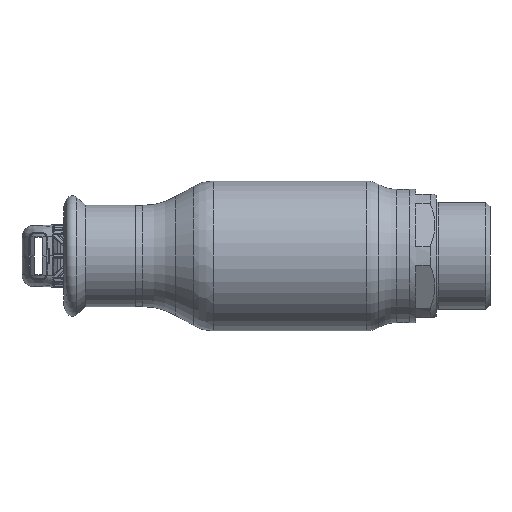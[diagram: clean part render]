
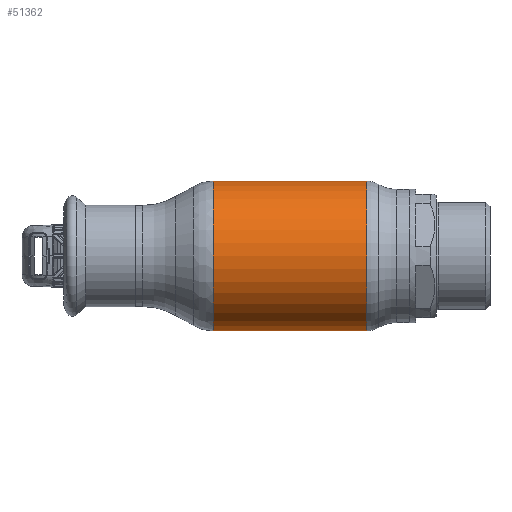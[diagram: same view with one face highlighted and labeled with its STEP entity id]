
A CAD part, front view. The second image highlights one B-rep face of the part: STEP entity #51362.
In plain terms, the highlighted cylindrical face has radius 33.34 mm (diameter 66.68 mm), a partial arc.
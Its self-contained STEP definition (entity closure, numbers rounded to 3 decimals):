
#1599 = CARTESIAN_POINT ( 'NONE',  ( 34.177, 0., -33.34 ) ) ;
#2634 = ORIENTED_EDGE ( 'NONE', *, *, #11316, .F. ) ;
#5307 = LINE ( 'NONE', #35594, #41749 ) ;
#7943 = DIRECTION ( 'NONE',  ( 0., 0., 1. ) ) ;
#8641 = CARTESIAN_POINT ( 'NONE',  ( -34.177, 0., -33.34 ) ) ;
#11316 = EDGE_CURVE ( 'NONE', #20499, #44602, #19557, .T. ) ;
#11560 = CARTESIAN_POINT ( 'NONE',  ( -34.177, 0., 33.34 ) ) ;
#11906 = EDGE_LOOP ( 'NONE', ( #2634, #62110, #49899, #19400 ) ) ;
#12865 = DIRECTION ( 'NONE',  ( -1., 0., 0. ) ) ;
#15043 = VERTEX_POINT ( 'NONE', #47541 ) ;
#16151 = AXIS2_PLACEMENT_3D ( 'NONE', #51292, #35156, #26105 ) ;
#19400 = ORIENTED_EDGE ( 'NONE', *, *, #35628, .F. ) ;
#19557 = LINE ( 'NONE', #35471, #58261 ) ;
#20499 = VERTEX_POINT ( 'NONE', #1599 ) ;
#20719 = CYLINDRICAL_SURFACE ( 'NONE', #36432, 33.34 ) ;
#22523 = CIRCLE ( 'NONE', #16151, 33.34 ) ;
#24651 = FACE_OUTER_BOUND ( 'NONE', #11906, .T. ) ;
#26105 = DIRECTION ( 'NONE',  ( 0., 0., 1. ) ) ;
#26389 = CARTESIAN_POINT ( 'NONE',  ( -62.69, 0., 0. ) ) ;
#30527 = EDGE_CURVE ( 'NONE', #20499, #15043, #22523, .T. ) ;
#31488 = AXIS2_PLACEMENT_3D ( 'NONE', #43098, #12865, #7943 ) ;
#35156 = DIRECTION ( 'NONE',  ( -1., 0., 0. ) ) ;
#35471 = CARTESIAN_POINT ( 'NONE',  ( -62.69, 0., -33.34 ) ) ;
#35594 = CARTESIAN_POINT ( 'NONE',  ( -62.69, 0., 33.34 ) ) ;
#35628 = EDGE_CURVE ( 'NONE', #44602, #51336, #42448, .T. ) ;
#36432 = AXIS2_PLACEMENT_3D ( 'NONE', #26389, #62173, #36977 ) ;
#36977 = DIRECTION ( 'NONE',  ( 0., 0., 1. ) ) ;
#41749 = VECTOR ( 'NONE', #60805, 1000. ) ;
#42448 = CIRCLE ( 'NONE', #31488, 33.34 ) ;
#43098 = CARTESIAN_POINT ( 'NONE',  ( -34.177, 0., 0. ) ) ;
#44602 = VERTEX_POINT ( 'NONE', #8641 ) ;
#46281 = DIRECTION ( 'NONE',  ( -1., 0., 0. ) ) ;
#46930 = EDGE_CURVE ( 'NONE', #15043, #51336, #5307, .T. ) ;
#47541 = CARTESIAN_POINT ( 'NONE',  ( 34.177, 0., 33.34 ) ) ;
#49899 = ORIENTED_EDGE ( 'NONE', *, *, #46930, .T. ) ;
#51292 = CARTESIAN_POINT ( 'NONE',  ( 34.177, 0., 0. ) ) ;
#51336 = VERTEX_POINT ( 'NONE', #11560 ) ;
#51362 = ADVANCED_FACE ( 'NONE', ( #24651 ), #20719, .T. ) ;
#58261 = VECTOR ( 'NONE', #46281, 1000. ) ;
#60805 = DIRECTION ( 'NONE',  ( -1., 0., 0. ) ) ;
#62110 = ORIENTED_EDGE ( 'NONE', *, *, #30527, .T. ) ;
#62173 = DIRECTION ( 'NONE',  ( -1., 0., 0. ) ) ;
